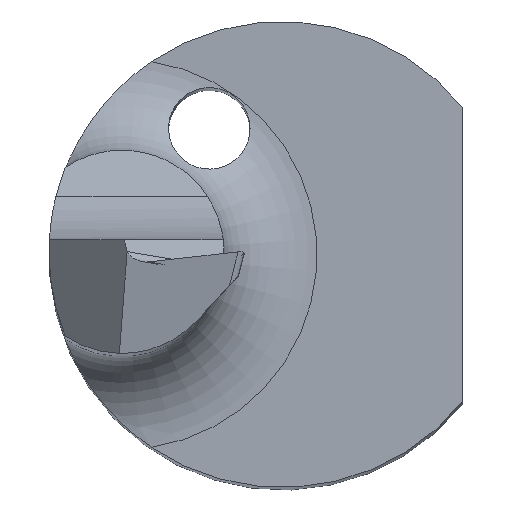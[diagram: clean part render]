
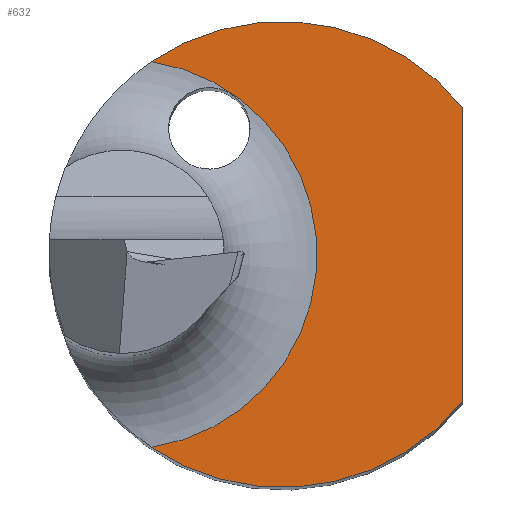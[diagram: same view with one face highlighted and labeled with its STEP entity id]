
A CAD part, top view. The second image highlights one B-rep face of the part: STEP entity #632.
In plain terms, the highlighted planar face has unit normal (0, 0, 1).
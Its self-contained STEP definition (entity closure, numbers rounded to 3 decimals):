
#6 = VERTEX_POINT ( 'NONE', #38 ) ;
#22 = FACE_OUTER_BOUND ( 'NONE', #423, .T. ) ;
#38 = CARTESIAN_POINT ( 'NONE',  ( -1.122, -1.656, 14. ) ) ;
#69 = PLANE ( 'NONE',  #128 ) ;
#75 = DIRECTION ( 'NONE',  ( 0., 0., -1. ) ) ;
#82 = DIRECTION ( 'NONE',  ( 1., 0., 0. ) ) ;
#92 = CARTESIAN_POINT ( 'NONE',  ( 1.55, 1.264, 14. ) ) ;
#115 = ORIENTED_EDGE ( 'NONE', *, *, #129, .T. ) ;
#128 = AXIS2_PLACEMENT_3D ( 'NONE', #269, #657, #82 ) ;
#129 = EDGE_CURVE ( 'NONE', #801, #806, #383, .T. ) ;
#153 = AXIS2_PLACEMENT_3D ( 'NONE', #232, #500, #682 ) ;
#159 = ORIENTED_EDGE ( 'NONE', *, *, #643, .T. ) ;
#179 = VECTOR ( 'NONE', #198, 1000. ) ;
#198 = DIRECTION ( 'NONE',  ( 0., 1., 0. ) ) ;
#232 = CARTESIAN_POINT ( 'NONE',  ( 0., 0., 14. ) ) ;
#235 = EDGE_CURVE ( 'NONE', #6, #801, #773, .T. ) ;
#256 = DIRECTION ( 'NONE',  ( 1., 0., 0. ) ) ;
#269 = CARTESIAN_POINT ( 'NONE',  ( 0., 0., 14. ) ) ;
#315 = ORIENTED_EDGE ( 'NONE', *, *, #235, .T. ) ;
#319 = DIRECTION ( 'NONE',  ( 1., 0., 0. ) ) ;
#332 = CARTESIAN_POINT ( 'NONE',  ( 0., 0., 14. ) ) ;
#363 = AXIS2_PLACEMENT_3D ( 'NONE', #580, #75, #256 ) ;
#383 = LINE ( 'NONE', #575, #179 ) ;
#421 = CIRCLE ( 'NONE', #610, 2. ) ;
#423 = EDGE_LOOP ( 'NONE', ( #159, #793, #315, #115 ) ) ;
#469 = VERTEX_POINT ( 'NONE', #505 ) ;
#500 = DIRECTION ( 'NONE',  ( 0., 0., 1. ) ) ;
#505 = CARTESIAN_POINT ( 'NONE',  ( -1.122, 1.656, 14. ) ) ;
#575 = CARTESIAN_POINT ( 'NONE',  ( 1.55, 1.264, 14. ) ) ;
#580 = CARTESIAN_POINT ( 'NONE',  ( -1.375, 0., 14. ) ) ;
#610 = AXIS2_PLACEMENT_3D ( 'NONE', #332, #785, #319 ) ;
#632 = ADVANCED_FACE ( 'NONE', ( #22 ), #69, .T. ) ;
#643 = EDGE_CURVE ( 'NONE', #806, #469, #421, .T. ) ;
#649 = CIRCLE ( 'NONE', #363, 1.675 ) ;
#657 = DIRECTION ( 'NONE',  ( 0., 0., 1. ) ) ;
#660 = EDGE_CURVE ( 'NONE', #469, #6, #649, .T. ) ;
#666 = CARTESIAN_POINT ( 'NONE',  ( 1.55, -1.264, 14. ) ) ;
#682 = DIRECTION ( 'NONE',  ( 1., 0., 0. ) ) ;
#773 = CIRCLE ( 'NONE', #153, 2. ) ;
#785 = DIRECTION ( 'NONE',  ( 0., 0., 1. ) ) ;
#793 = ORIENTED_EDGE ( 'NONE', *, *, #660, .T. ) ;
#801 = VERTEX_POINT ( 'NONE', #666 ) ;
#806 = VERTEX_POINT ( 'NONE', #92 ) ;
